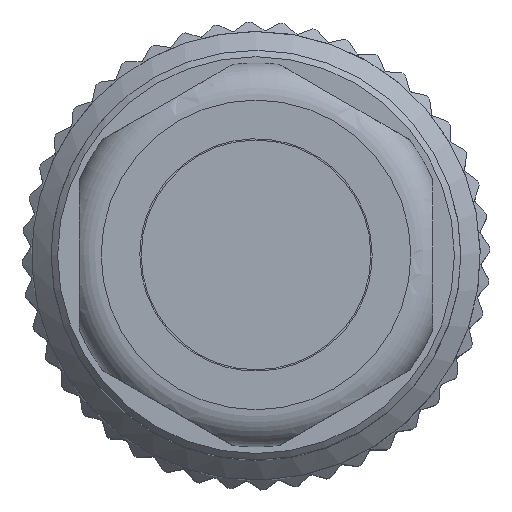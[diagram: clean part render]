
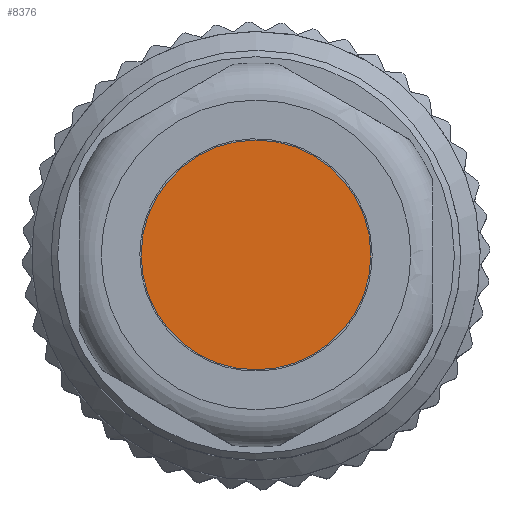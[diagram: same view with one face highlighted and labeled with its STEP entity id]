
A CAD part, top view. The second image highlights one B-rep face of the part: STEP entity #8376.
In plain terms, the highlighted planar face has unit normal (0, 0, 1).
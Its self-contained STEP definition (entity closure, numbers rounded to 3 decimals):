
#821 = PLANE ( 'NONE',  #4159 ) ;
#846 = DIRECTION ( 'NONE',  ( -1., 0., 0. ) ) ;
#866 = DIRECTION ( 'NONE',  ( 0., 0., -1. ) ) ;
#870 = CARTESIAN_POINT ( 'NONE',  ( 3.603, -3.603, 0. ) ) ;
#1592 = EDGE_CURVE ( 'NONE', #4587, #4587, #7969, .T. ) ;
#1953 = CARTESIAN_POINT ( 'NONE',  ( 0., 0., 0. ) ) ;
#1954 = DIRECTION ( 'NONE',  ( 0., 0., 1. ) ) ;
#1955 = DIRECTION ( 'NONE',  ( -1., 0., 0. ) ) ;
#2735 = FACE_OUTER_BOUND ( 'NONE', #4973, .T. ) ;
#4159 = AXIS2_PLACEMENT_3D ( 'NONE', #870, #866, #846 ) ;
#4587 = VERTEX_POINT ( 'NONE', #7604 ) ;
#4894 = ORIENTED_EDGE ( 'NONE', *, *, #1592, .T. ) ;
#4973 = EDGE_LOOP ( 'NONE', ( #4894 ) ) ;
#7604 = CARTESIAN_POINT ( 'NONE',  ( -3.561, 0., 0. ) ) ;
#7969 = CIRCLE ( 'NONE', #7970, 3.561 ) ;
#7970 = AXIS2_PLACEMENT_3D ( 'NONE', #1953, #1954, #1955 ) ;
#8376 = ADVANCED_FACE ( 'NONE', ( #2735 ), #821, .F. ) ;
